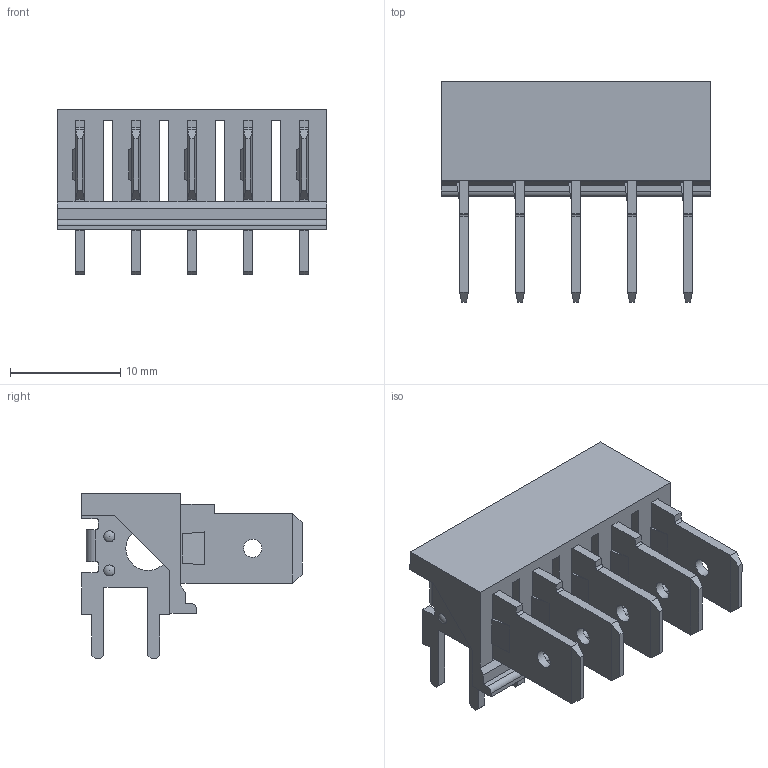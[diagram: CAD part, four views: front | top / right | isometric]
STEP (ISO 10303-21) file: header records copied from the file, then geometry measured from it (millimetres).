
FILE_DESCRIPTION(/* description */ ('Unknown'),/* implementation_level */ '2;1');
FILE_NAME(/* name */ 'J_Wurth_WR-FAST_638263122005',/* time_stamp */ '2025-06-18T18:00:09+08:00',/* author */ ('Unknown'),/* organization */ ('Unknown'),/* preprocessor_version */ 'ST-DEVELOPER v19.4',/* originating_system */ 'Solid Edge',/* authorisation */ 'Unknown');
FILE_SCHEMA (('AUTOMOTIVE_DESIGN {1 0 10303 214 3 1 1}'));
Length unit declared in the file: millimetre
Products named in the file (2): J_Wurth_WR-FAST_638263122005
Assembly tree (1 placements, depth 2):
  J_Wurth_WR-FAST_638263122005
    J_Wurth_WR-FAST_638263122005
Bounding box: 24.44 x 20 x 15 mm (x, y, z)
Volume: 1338 mm3; surface area: 3190.1 mm2
Topology: 1 solids, 1 shells, 381 faces, 1123 edges, 716 vertices
Faces by surface type: plane 295, cylinder 56, cone 20, torus 10
Full cylindrical faces by diameter (mm): 1.65 x5, 4 x5
Entity records: 14942 total; most frequent: CARTESIAN_POINT 2162, ORIENTED_EDGE 2146, DIRECTION 1971, EDGE_CURVE 1073, LINE 941, VECTOR 941, VERTEX_POINT 706, AXIS2_PLACEMENT_3D 515
